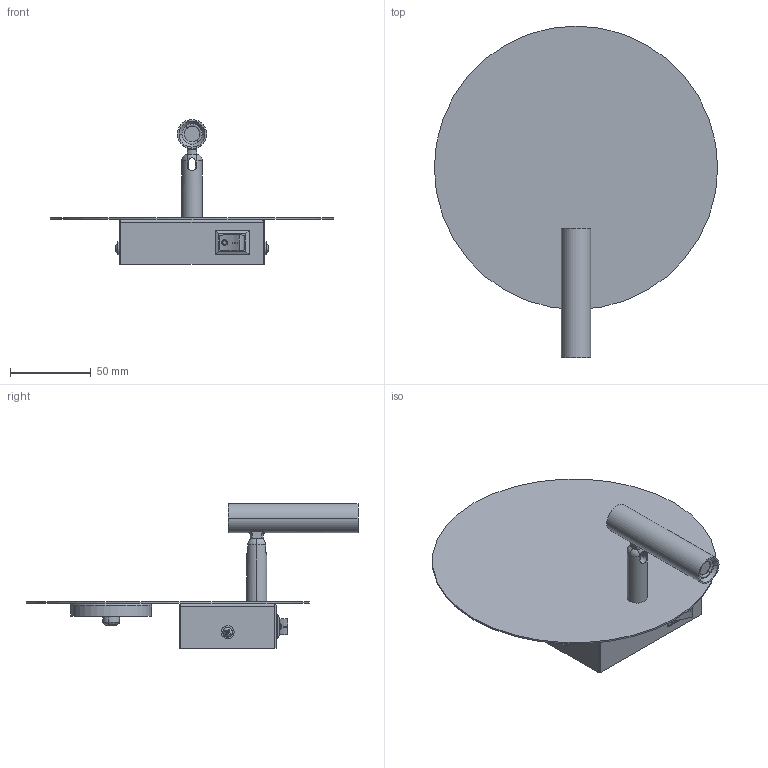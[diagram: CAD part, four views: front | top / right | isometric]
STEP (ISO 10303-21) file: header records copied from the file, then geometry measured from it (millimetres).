
FILE_DESCRIPTION (( 'STEP AP214' ), '1' );
FILE_NAME ('LWA379.STEP', '2022-02-22T09:07:36', ( 'GH' ), ( 'Microsoft' ), 'SwSTEP 2.0', 'SolidWorks 2013', '' );
FILE_SCHEMA (( 'AUTOMOTIVE_DESIGN' ));
Length unit declared in the file: millimetre
Products named in the file (15): 潔路翐; 13勀砃芛2-1; 醱啣; 方形跳板开关(白色); LWA379; 菁碟; 13勀砃芛2-2(俋8); M4x10带垫圆头十字螺丝; M4x8麥芛坋趼蹟佪; 揤親薯え; 50す裔; M4嫖芛簽; ?13.5俋噤x2.0盄噤; 腑芛; 12mm芵噩(祥湍盓殤)
Assembly tree (15 placements, depth 2):
  LWA379
    醱啣
    菁碟
    腑芛
    13勀砃芛2-1
    13勀砃芛2-2(俋8)
    M4x10带垫圆头十字螺丝  x2
    方形跳板开关(白色)
    12mm芵噩(祥湍盓殤)
    ?13.5俋噤x2.0盄噤
    50す裔
    M4x8麥芛坋趼蹟佪
    揤親薯え
    潔路翐
    M4嫖芛簽
Bounding box: 175 x 205 x 89.5 mm (x, y, z)
Volume: 66192.9 mm3; surface area: 97900.7 mm2
Topology: 15 solids, 15 shells, 400 faces, 989 edges, 630 vertices
Faces by surface type: plane 230, cylinder 120, torus 22, cone 18, bspline 8, sphere 2
Entity records: 13208 total; most frequent: CARTESIAN_POINT 3604, ORIENTED_EDGE 1858, DIRECTION 1831, EDGE_CURVE 929, AXIS2_PLACEMENT_3D 628, VERTEX_POINT 592, LINE 575, VECTOR 575
